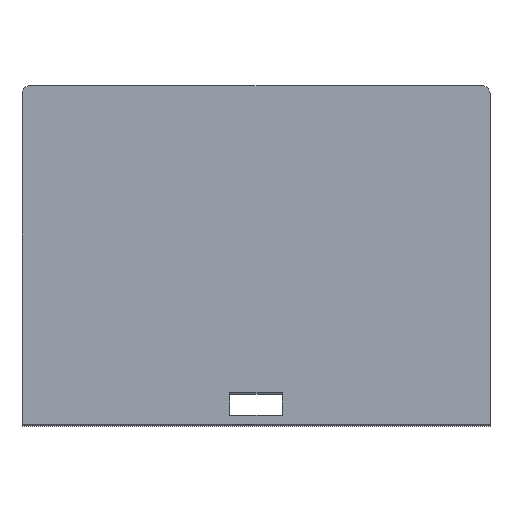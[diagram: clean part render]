
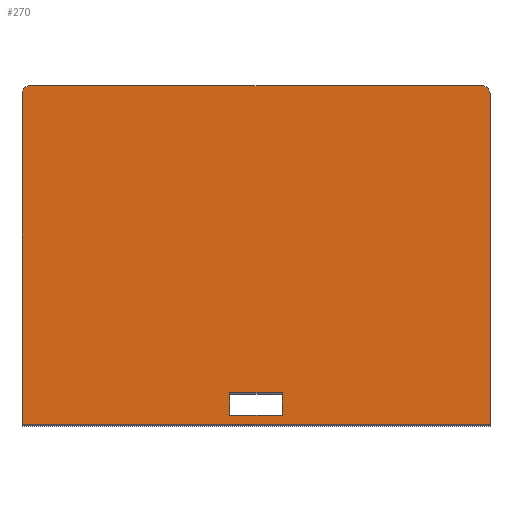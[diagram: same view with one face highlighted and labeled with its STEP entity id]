
A CAD part, top view. The second image highlights one B-rep face of the part: STEP entity #270.
In plain terms, the highlighted planar face has unit normal (0, 0, 1).
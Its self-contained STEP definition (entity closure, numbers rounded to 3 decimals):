
#16=FACE_BOUND('',#58,.T.);
#23=CIRCLE('',#297,3.);
#24=CIRCLE('',#300,3.);
#42=FACE_OUTER_BOUND('',#57,.T.);
#57=EDGE_LOOP('',(#237,#238,#239,#240,#241,#242));
#58=EDGE_LOOP('',(#243,#244,#245,#246));
#62=LINE('',#390,#90);
#64=LINE('',#399,#92);
#77=LINE('',#434,#105);
#80=LINE('',#442,#108);
#81=LINE('',#445,#109);
#83=LINE('',#449,#111);
#85=LINE('',#452,#113);
#86=LINE('',#454,#114);
#90=VECTOR('',#314,10.);
#92=VECTOR('',#322,10.);
#105=VECTOR('',#355,10.);
#108=VECTOR('',#364,10.);
#109=VECTOR('',#367,10.);
#111=VECTOR('',#371,10.);
#113=VECTOR('',#375,10.);
#114=VECTOR('',#378,10.);
#115=VERTEX_POINT('',#383);
#118=VERTEX_POINT('',#388);
#119=VERTEX_POINT('',#392);
#122=VERTEX_POINT('',#397);
#133=VERTEX_POINT('',#428);
#134=VERTEX_POINT('',#429);
#135=VERTEX_POINT('',#436);
#136=VERTEX_POINT('',#437);
#137=VERTEX_POINT('',#444);
#138=VERTEX_POINT('',#448);
#142=EDGE_CURVE('',#115,#118,#62,.T.);
#146=EDGE_CURVE('',#122,#119,#64,.T.);
#161=EDGE_CURVE('',#133,#134,#23,.T.);
#164=EDGE_CURVE('',#133,#115,#77,.T.);
#165=EDGE_CURVE('',#135,#136,#24,.T.);
#168=EDGE_CURVE('',#118,#136,#80,.T.);
#169=EDGE_CURVE('',#137,#119,#81,.T.);
#171=EDGE_CURVE('',#138,#137,#83,.T.);
#173=EDGE_CURVE('',#122,#138,#85,.T.);
#174=EDGE_CURVE('',#135,#134,#86,.T.);
#237=ORIENTED_EDGE('',*,*,#161,.F.);
#238=ORIENTED_EDGE('',*,*,#164,.T.);
#239=ORIENTED_EDGE('',*,*,#142,.T.);
#240=ORIENTED_EDGE('',*,*,#168,.T.);
#241=ORIENTED_EDGE('',*,*,#165,.F.);
#242=ORIENTED_EDGE('',*,*,#174,.T.);
#243=ORIENTED_EDGE('',*,*,#173,.T.);
#244=ORIENTED_EDGE('',*,*,#171,.T.);
#245=ORIENTED_EDGE('',*,*,#169,.T.);
#246=ORIENTED_EDGE('',*,*,#146,.F.);
#256=PLANE('',#306);
#270=ADVANCED_FACE('',(#42,#16),#256,.T.);
#297=AXIS2_PLACEMENT_3D('',#430,#349,#350);
#300=AXIS2_PLACEMENT_3D('',#438,#358,#359);
#306=AXIS2_PLACEMENT_3D('',#455,#379,#380);
#314=DIRECTION('',(1.,0.,0.));
#322=DIRECTION('',(-1.,0.,0.));
#349=DIRECTION('center_axis',(0.,0.,-1.));
#350=DIRECTION('ref_axis',(-0.707,0.707,0.));
#355=DIRECTION('',(0.,-1.,0.));
#358=DIRECTION('center_axis',(0.,0.,-1.));
#359=DIRECTION('ref_axis',(0.707,0.707,0.));
#364=DIRECTION('',(0.,1.,0.));
#367=DIRECTION('',(0.,1.,0.));
#371=DIRECTION('',(-1.,0.,0.));
#375=DIRECTION('',(0.,-1.,0.));
#378=DIRECTION('',(-1.,0.,0.));
#379=DIRECTION('center_axis',(0.,0.,1.));
#380=DIRECTION('ref_axis',(1.,0.,0.));
#383=CARTESIAN_POINT('',(71.306,-36.733,1.5));
#388=CARTESIAN_POINT('',(248.306,-36.733,1.5));
#390=CARTESIAN_POINT('',(248.306,-36.733,1.5));
#392=CARTESIAN_POINT('',(149.806,-24.833,1.5));
#397=CARTESIAN_POINT('',(169.806,-24.833,1.5));
#399=CARTESIAN_POINT('',(154.806,-24.833,1.5));
#428=CARTESIAN_POINT('',(71.306,88.267,1.5));
#429=CARTESIAN_POINT('',(74.306,91.267,1.5));
#430=CARTESIAN_POINT('Origin',(74.306,88.267,1.5));
#434=CARTESIAN_POINT('',(71.306,-36.733,1.5));
#436=CARTESIAN_POINT('',(245.306,91.267,1.5));
#437=CARTESIAN_POINT('',(248.306,88.267,1.5));
#438=CARTESIAN_POINT('Origin',(245.306,88.267,1.5));
#442=CARTESIAN_POINT('',(248.306,91.267,1.5));
#444=CARTESIAN_POINT('',(149.806,-33.333,1.5));
#445=CARTESIAN_POINT('',(149.806,-23.333,1.5));
#448=CARTESIAN_POINT('',(169.806,-33.333,1.5));
#449=CARTESIAN_POINT('',(244.906,-33.333,1.5));
#452=CARTESIAN_POINT('',(169.806,-33.333,1.5));
#454=CARTESIAN_POINT('',(71.306,91.267,1.5));
#455=CARTESIAN_POINT('Origin',(159.806,27.267,1.5));
